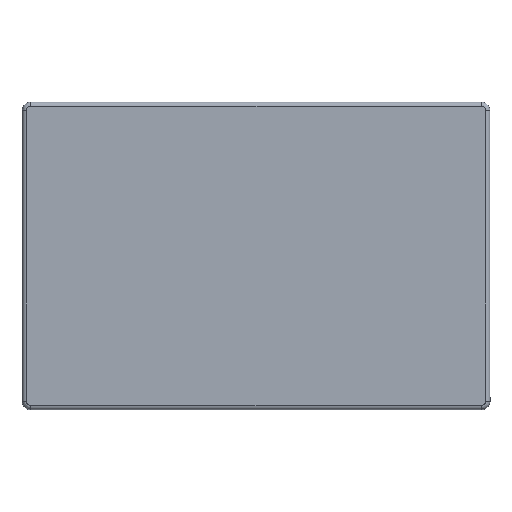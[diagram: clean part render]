
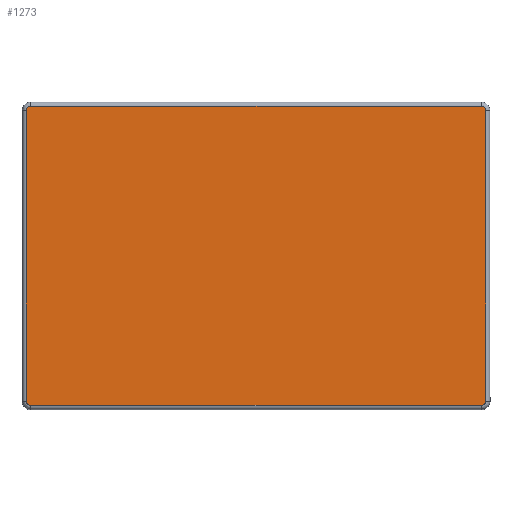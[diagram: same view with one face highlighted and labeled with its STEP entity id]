
A CAD part, top view. The second image highlights one B-rep face of the part: STEP entity #1273.
In plain terms, the highlighted planar face has unit normal (0, 0, 1).
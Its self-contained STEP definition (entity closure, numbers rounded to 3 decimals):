
#65=PLANE('',#1385);
#130=FACE_OUTER_BOUND('',#200,.T.);
#200=EDGE_LOOP('',(#1114,#1115,#1116,#1117,#1118,#1119,#1120,#1121));
#323=LINE('',#2024,#472);
#325=LINE('',#2044,#474);
#327=LINE('',#2064,#476);
#329=LINE('',#2081,#478);
#472=VECTOR('',#1633,10.);
#474=VECTOR('',#1645,10.);
#476=VECTOR('',#1657,10.);
#478=VECTOR('',#1667,10.);
#535=CIRCLE('',#1362,0.25);
#541=CIRCLE('',#1369,0.25);
#545=CIRCLE('',#1374,0.25);
#549=CIRCLE('',#1379,0.25);
#635=VERTEX_POINT('',#2012);
#636=VERTEX_POINT('',#2014);
#638=VERTEX_POINT('',#2020);
#640=VERTEX_POINT('',#2034);
#642=VERTEX_POINT('',#2040);
#644=VERTEX_POINT('',#2054);
#646=VERTEX_POINT('',#2060);
#648=VERTEX_POINT('',#2074);
#788=EDGE_CURVE('',#635,#636,#535,.T.);
#793=EDGE_CURVE('',#636,#638,#323,.T.);
#796=EDGE_CURVE('',#638,#640,#541,.T.);
#799=EDGE_CURVE('',#640,#642,#325,.T.);
#802=EDGE_CURVE('',#642,#644,#545,.T.);
#805=EDGE_CURVE('',#644,#646,#327,.T.);
#808=EDGE_CURVE('',#646,#648,#549,.T.);
#810=EDGE_CURVE('',#648,#635,#329,.T.);
#1114=ORIENTED_EDGE('',*,*,#788,.F.);
#1115=ORIENTED_EDGE('',*,*,#810,.F.);
#1116=ORIENTED_EDGE('',*,*,#808,.F.);
#1117=ORIENTED_EDGE('',*,*,#805,.F.);
#1118=ORIENTED_EDGE('',*,*,#802,.F.);
#1119=ORIENTED_EDGE('',*,*,#799,.F.);
#1120=ORIENTED_EDGE('',*,*,#796,.F.);
#1121=ORIENTED_EDGE('',*,*,#793,.F.);
#1273=ADVANCED_FACE('',(#130),#65,.T.);
#1362=AXIS2_PLACEMENT_3D('',#2015,#1622,#1623);
#1369=AXIS2_PLACEMENT_3D('',#2038,#1638,#1639);
#1374=AXIS2_PLACEMENT_3D('',#2058,#1650,#1651);
#1379=AXIS2_PLACEMENT_3D('',#2078,#1662,#1663);
#1385=AXIS2_PLACEMENT_3D('',#2091,#1681,#1682);
#1622=DIRECTION('center_axis',(0.,0.,
-1.));
#1623=DIRECTION('ref_axis',(-0.707,-0.707,0.));
#1633=DIRECTION('',(0.,1.,0.));
#1638=DIRECTION('center_axis',(0.,0.,
-1.));
#1639=DIRECTION('ref_axis',(-0.707,0.707,0.));
#1645=DIRECTION('',(1.,0.,0.));
#1650=DIRECTION('center_axis',(0.,0.,
-1.));
#1651=DIRECTION('ref_axis',(0.707,0.707,0.));
#1657=DIRECTION('',(0.,-1.,0.));
#1662=DIRECTION('center_axis',(0.,0.,
-1.));
#1663=DIRECTION('ref_axis',(0.707,-0.707,0.));
#1667=DIRECTION('',(-1.,0.,0.));
#1681=DIRECTION('center_axis',(0.,0.,
1.));
#1682=DIRECTION('ref_axis',(0.,1.,0.));
#2012=CARTESIAN_POINT('',(-138.88,77.076,6.));
#2014=CARTESIAN_POINT('',(-139.13,77.326,6.));
#2015=CARTESIAN_POINT('Origin',(-138.88,77.326,6.));
#2020=CARTESIAN_POINT('',(-139.13,94.407,6.));
#2024=CARTESIAN_POINT('',(-139.13,81.367,6.));
#2034=CARTESIAN_POINT('',(-138.88,94.657,6.));
#2038=CARTESIAN_POINT('Origin',(-138.88,94.407,6.));
#2040=CARTESIAN_POINT('',(-112.37,94.657,6.));
#2044=CARTESIAN_POINT('',(-132.555,94.657,6.));
#2054=CARTESIAN_POINT('',(-112.12,94.407,6.));
#2058=CARTESIAN_POINT('Origin',(-112.37,94.407,6.));
#2060=CARTESIAN_POINT('',(-112.12,77.326,6.));
#2064=CARTESIAN_POINT('',(-112.12,90.407,6.));
#2074=CARTESIAN_POINT('',(-112.37,77.076,6.));
#2078=CARTESIAN_POINT('Origin',(-112.37,77.326,6.));
#2081=CARTESIAN_POINT('',(-118.8,77.076,6.));
#2091=CARTESIAN_POINT('Origin',(-125.73,85.907,6.));
